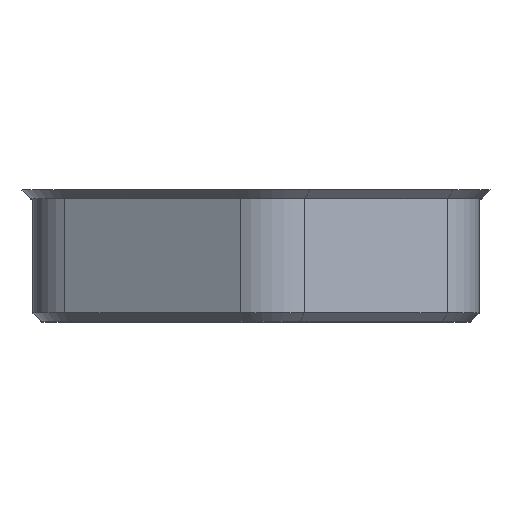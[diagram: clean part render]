
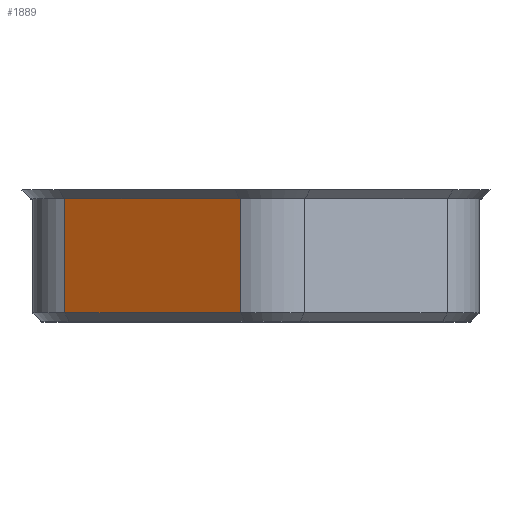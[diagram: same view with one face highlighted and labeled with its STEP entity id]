
A CAD part, top view. The second image highlights one B-rep face of the part: STEP entity #1889.
In plain terms, the highlighted planar face has unit normal (-0.5, 0, 0.866).
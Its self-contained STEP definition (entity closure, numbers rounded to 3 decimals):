
#102 = FACE_OUTER_BOUND ( 'NONE', #1865, .T. ) ;
#114 = CARTESIAN_POINT ( 'NONE',  ( -18.724, 22.972, 83.827 ) ) ;
#137 = AXIS2_PLACEMENT_3D ( 'NONE', #1153, #1871, #276 ) ;
#171 = VERTEX_POINT ( 'NONE', #382 ) ;
#186 = CARTESIAN_POINT ( 'NONE',  ( -18.724, 22.972, 83.827 ) ) ;
#202 = VERTEX_POINT ( 'NONE', #114 ) ;
#276 = DIRECTION ( 'NONE',  ( -0.866, 0., -0.5 ) ) ;
#281 = DIRECTION ( 'NONE',  ( 0., 1., 0. ) ) ;
#344 = LINE ( 'NONE', #186, #833 ) ;
#382 = CARTESIAN_POINT ( 'NONE',  ( -26.724, 28.172, 79.209 ) ) ;
#407 = CARTESIAN_POINT ( 'NONE',  ( -26.724, 22.972, 79.209 ) ) ;
#414 = EDGE_CURVE ( 'NONE', #1189, #171, #1625, .T. ) ;
#425 = EDGE_CURVE ( 'NONE', #202, #1189, #1063, .T. ) ;
#471 = ORIENTED_EDGE ( 'NONE', *, *, #414, .T. ) ;
#499 = ORIENTED_EDGE ( 'NONE', *, *, #1097, .F. ) ;
#597 = PLANE ( 'NONE',  #137 ) ;
#639 = VECTOR ( 'NONE', #281, 1000. ) ;
#704 = CARTESIAN_POINT ( 'NONE',  ( -18.724, -9.072, 83.827 ) ) ;
#833 = VECTOR ( 'NONE', #1049, 1000. ) ;
#1049 = DIRECTION ( 'NONE',  ( 0.866, 0., 0.5 ) ) ;
#1063 = LINE ( 'NONE', #704, #1754 ) ;
#1097 = EDGE_CURVE ( 'NONE', #2194, #171, #1157, .T. ) ;
#1135 = CARTESIAN_POINT ( 'NONE',  ( -26.724, -9.072, 79.209 ) ) ;
#1153 = CARTESIAN_POINT ( 'NONE',  ( -18.724, -9.072, 83.827 ) ) ;
#1157 = LINE ( 'NONE', #1135, #639 ) ;
#1189 = VERTEX_POINT ( 'NONE', #1222 ) ;
#1222 = CARTESIAN_POINT ( 'NONE',  ( -18.724, 28.172, 83.827 ) ) ;
#1445 = DIRECTION ( 'NONE',  ( -0.866, 0., -0.5 ) ) ;
#1616 = CARTESIAN_POINT ( 'NONE',  ( -18.724, 28.172, 83.827 ) ) ;
#1625 = LINE ( 'NONE', #1616, #2165 ) ;
#1754 = VECTOR ( 'NONE', #1814, 1000. ) ;
#1814 = DIRECTION ( 'NONE',  ( 0., 1., 0. ) ) ;
#1865 = EDGE_LOOP ( 'NONE', ( #499, #1938, #2243, #471 ) ) ;
#1871 = DIRECTION ( 'NONE',  ( 0.5, 0., -0.866 ) ) ;
#1889 = ADVANCED_FACE ( 'NONE', ( #102 ), #597, .F. ) ;
#1938 = ORIENTED_EDGE ( 'NONE', *, *, #2142, .T. ) ;
#2142 = EDGE_CURVE ( 'NONE', #2194, #202, #344, .T. ) ;
#2165 = VECTOR ( 'NONE', #1445, 1000. ) ;
#2194 = VERTEX_POINT ( 'NONE', #407 ) ;
#2243 = ORIENTED_EDGE ( 'NONE', *, *, #425, .T. ) ;
